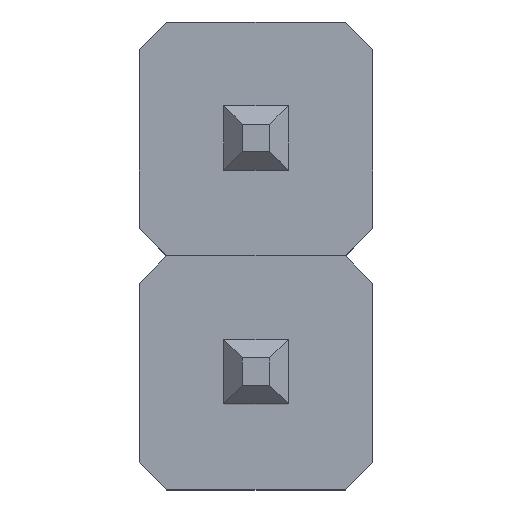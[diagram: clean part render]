
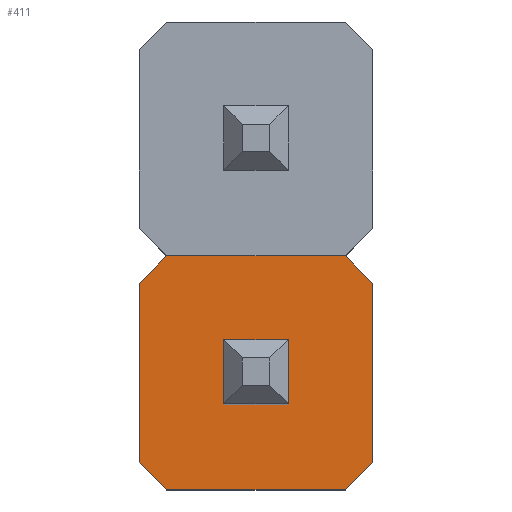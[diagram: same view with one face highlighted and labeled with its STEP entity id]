
A CAD part, top view. The second image highlights one B-rep face of the part: STEP entity #411.
In plain terms, the highlighted planar face has unit normal (0, 0, 1).
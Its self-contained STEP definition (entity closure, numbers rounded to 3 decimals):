
#47 = VERTEX_POINT('',#48);
#48 = CARTESIAN_POINT('',(-0.97,-1.27,2.54));
#148 = EDGE_CURVE('',#47,#149,#151,.T.);
#149 = VERTEX_POINT('',#150);
#150 = CARTESIAN_POINT('',(-1.27,-1.57,2.54));
#151 = LINE('',#152,#153);
#152 = CARTESIAN_POINT('',(-1.12,-1.42,2.54));
#153 = VECTOR('',#154,1.);
#154 = DIRECTION('',(-0.707,-0.707,0.));
#212 = EDGE_CURVE('',#213,#47,#215,.T.);
#213 = VERTEX_POINT('',#214);
#214 = CARTESIAN_POINT('',(0.97,-1.27,2.54));
#215 = LINE('',#216,#217);
#216 = CARTESIAN_POINT('',(1.27,-1.27,2.54));
#217 = VECTOR('',#218,1.);
#218 = DIRECTION('',(-1.,0.,0.));
#393 = VERTEX_POINT('',#394);
#394 = CARTESIAN_POINT('',(-1.27,-3.51,2.54));
#400 = EDGE_CURVE('',#393,#149,#401,.T.);
#401 = LINE('',#402,#403);
#402 = CARTESIAN_POINT('',(-1.27,-3.81,2.54));
#403 = VECTOR('',#404,1.);
#404 = DIRECTION('',(0.,1.,0.));
#411 = ADVANCED_FACE('',(#412),#455,.T.);
#412 = FACE_BOUND('',#413,.T.);
#413 = EDGE_LOOP('',(#414,#415,#416,#417,#425,#433,#441,#449));
#414 = ORIENTED_EDGE('',*,*,#212,.T.);
#415 = ORIENTED_EDGE('',*,*,#148,.T.);
#416 = ORIENTED_EDGE('',*,*,#400,.F.);
#417 = ORIENTED_EDGE('',*,*,#418,.F.);
#418 = EDGE_CURVE('',#419,#393,#421,.T.);
#419 = VERTEX_POINT('',#420);
#420 = CARTESIAN_POINT('',(-0.97,-3.81,2.54));
#421 = LINE('',#422,#423);
#422 = CARTESIAN_POINT('',(-1.12,-3.66,2.54));
#423 = VECTOR('',#424,1.);
#424 = DIRECTION('',(-0.707,0.707,0.));
#425 = ORIENTED_EDGE('',*,*,#426,.F.);
#426 = EDGE_CURVE('',#427,#419,#429,.T.);
#427 = VERTEX_POINT('',#428);
#428 = CARTESIAN_POINT('',(0.97,-3.81,2.54));
#429 = LINE('',#430,#431);
#430 = CARTESIAN_POINT('',(1.27,-3.81,2.54));
#431 = VECTOR('',#432,1.);
#432 = DIRECTION('',(-1.,0.,0.));
#433 = ORIENTED_EDGE('',*,*,#434,.F.);
#434 = EDGE_CURVE('',#435,#427,#437,.T.);
#435 = VERTEX_POINT('',#436);
#436 = CARTESIAN_POINT('',(1.27,-3.51,2.54));
#437 = LINE('',#438,#439);
#438 = CARTESIAN_POINT('',(1.12,-3.66,2.54));
#439 = VECTOR('',#440,1.);
#440 = DIRECTION('',(-0.707,-0.707,0.));
#441 = ORIENTED_EDGE('',*,*,#442,.F.);
#442 = EDGE_CURVE('',#443,#435,#445,.T.);
#443 = VERTEX_POINT('',#444);
#444 = CARTESIAN_POINT('',(1.27,-1.57,2.54));
#445 = LINE('',#446,#447);
#446 = CARTESIAN_POINT('',(1.27,-1.27,2.54));
#447 = VECTOR('',#448,1.);
#448 = DIRECTION('',(0.,-1.,0.));
#449 = ORIENTED_EDGE('',*,*,#450,.F.);
#450 = EDGE_CURVE('',#213,#443,#451,.T.);
#451 = LINE('',#452,#453);
#452 = CARTESIAN_POINT('',(1.12,-1.42,2.54));
#453 = VECTOR('',#454,1.);
#454 = DIRECTION('',(0.707,-0.707,0.));
#455 = PLANE('',#456);
#456 = AXIS2_PLACEMENT_3D('',#457,#458,#459);
#457 = CARTESIAN_POINT('',(0.,-2.54,2.54));
#458 = DIRECTION('',(0.,0.,1.));
#459 = DIRECTION('',(1.,0.,0.));
